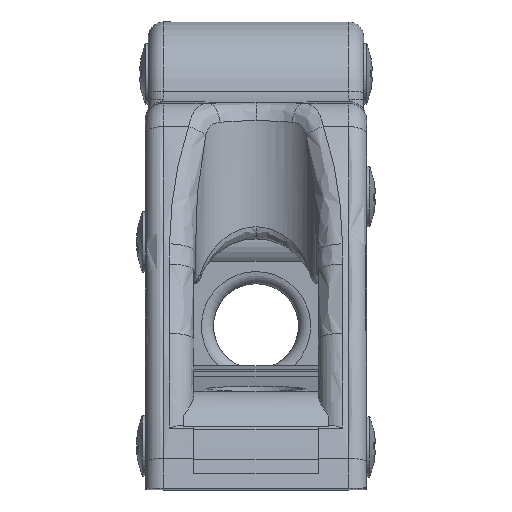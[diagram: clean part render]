
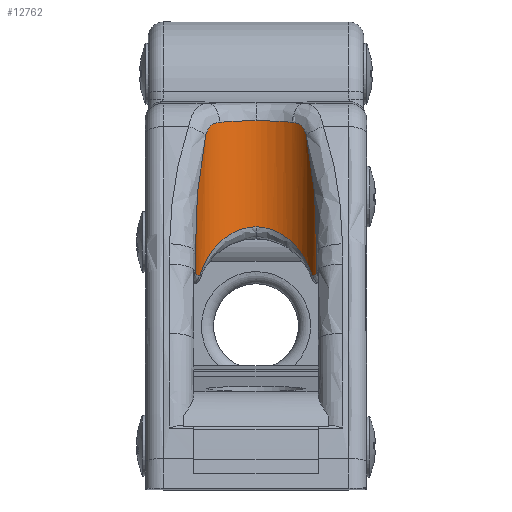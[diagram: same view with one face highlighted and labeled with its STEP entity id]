
A CAD part, top view. The second image highlights one B-rep face of the part: STEP entity #12762.
In plain terms, the highlighted cylindrical face has radius 10 mm (diameter 20 mm), a partial arc.
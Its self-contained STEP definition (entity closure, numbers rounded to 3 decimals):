
#484=CYLINDRICAL_SURFACE('',#14266,10.);
#987=LINE('',#27226,#1653);
#1151=LINE('',#28534,#1817);
#1653=VECTOR('',#17143,10.);
#1817=VECTOR('',#17897,10.);
#2662=FACE_OUTER_BOUND('',#3407,.T.);
#3407=EDGE_LOOP('',(#11807,#11808,#11809,#11810,#11811,#11812,#11813,#11814,
#11815,#11816,#11817,#11818,#11819,#11820));
#4585=B_SPLINE_CURVE_WITH_KNOTS('',3,(#26676,#26677,#26678,#26679),
 .UNSPECIFIED.,.F.,.F.,(4,4),(3.021,3.86),
 .UNSPECIFIED.);
#4602=B_SPLINE_CURVE_WITH_KNOTS('',3,(#26992,#26993,#26994,#26995,#26996,
#26997,#26998),.UNSPECIFIED.,.F.,.F.,(4,1,1,1,4),(0.,
0.232,0.695,1.159,1.622),
 .UNSPECIFIED.);
#4604=B_SPLINE_CURVE_WITH_KNOTS('',3,(#27042,#27043,#27044,#27045,#27046),
 .UNSPECIFIED.,.F.,.F.,(4,1,4),(1.622,1.671,1.719),
 .UNSPECIFIED.);
#4606=B_SPLINE_CURVE_WITH_KNOTS('',3,(#27084,#27085,#27086,#27087,#27088),
 .UNSPECIFIED.,.F.,.F.,(4,1,4),(1.719,2.106,2.115),
 .UNSPECIFIED.);
#4613=B_SPLINE_CURVE_WITH_KNOTS('',3,(#27270,#27271,#27272,#27273,#27274),
 .UNSPECIFIED.,.F.,.F.,(4,1,4),(0.397,1.6,2.502),
 .UNSPECIFIED.);
#4615=B_SPLINE_CURVE_WITH_KNOTS('',3,(#27310,#27311,#27312,#27313,#27314),
 .UNSPECIFIED.,.F.,.F.,(4,1,4),(2.502,2.724,3.021),
 .UNSPECIFIED.);
#4628=B_SPLINE_CURVE_WITH_KNOTS('',3,(#27514,#27515,#27516,#27517),
 .UNSPECIFIED.,.F.,.F.,(4,4),(3.021,3.86),
 .UNSPECIFIED.);
#4642=B_SPLINE_CURVE_WITH_KNOTS('',3,(#28290,#28291,#28292,#28293,#28294,
#28295,#28296),.UNSPECIFIED.,.F.,.F.,(4,1,1,1,4),(0.,
0.232,0.695,1.159,1.622),
 .UNSPECIFIED.);
#4644=B_SPLINE_CURVE_WITH_KNOTS('',3,(#28343,#28344,#28345,#28346,#28347),
 .UNSPECIFIED.,.F.,.F.,(4,1,4),(1.622,1.671,1.719),
 .UNSPECIFIED.);
#4646=B_SPLINE_CURVE_WITH_KNOTS('',3,(#28386,#28387,#28388,#28389,#28390),
 .UNSPECIFIED.,.F.,.F.,(4,1,4),(1.719,2.106,2.115),
 .UNSPECIFIED.);
#4653=B_SPLINE_CURVE_WITH_KNOTS('',3,(#28537,#28538,#28539,#28540,#28541),
 .UNSPECIFIED.,.F.,.F.,(4,1,4),(2.502,2.724,3.021),
 .UNSPECIFIED.);
#4654=B_SPLINE_CURVE_WITH_KNOTS('',3,(#28542,#28543,#28544,#28545,#28546),
 .UNSPECIFIED.,.F.,.F.,(4,1,4),(0.397,1.6,2.502),
 .UNSPECIFIED.);
#5717=VERTEX_POINT('',#26664);
#5718=VERTEX_POINT('',#26675);
#5737=VERTEX_POINT('',#26966);
#5738=VERTEX_POINT('',#26981);
#5739=VERTEX_POINT('',#27034);
#5740=VERTEX_POINT('',#27077);
#5742=VERTEX_POINT('',#27213);
#5743=VERTEX_POINT('',#27262);
#5775=VERTEX_POINT('',#27507);
#5924=VERTEX_POINT('',#28289);
#5925=VERTEX_POINT('',#28342);
#5926=VERTEX_POINT('',#28385);
#5928=VERTEX_POINT('',#28521);
#5929=VERTEX_POINT('',#28536);
#7485=EDGE_CURVE('',#5718,#5717,#4585,.T.);
#7537=EDGE_CURVE('',#5737,#5738,#4602,.T.);
#7539=EDGE_CURVE('',#5738,#5739,#4604,.T.);
#7541=EDGE_CURVE('',#5739,#5740,#4606,.T.);
#7547=EDGE_CURVE('',#5740,#5742,#987,.T.);
#7549=EDGE_CURVE('',#5742,#5743,#4613,.T.);
#7551=EDGE_CURVE('',#5743,#5718,#4615,.T.);
#7596=EDGE_CURVE('',#5775,#5717,#4628,.T.);
#7884=EDGE_CURVE('',#5737,#5924,#4642,.T.);
#7886=EDGE_CURVE('',#5924,#5925,#4644,.T.);
#7888=EDGE_CURVE('',#5925,#5926,#4646,.T.);
#7895=EDGE_CURVE('',#5926,#5928,#1151,.T.);
#7896=EDGE_CURVE('',#5929,#5775,#4653,.T.);
#7897=EDGE_CURVE('',#5928,#5929,#4654,.T.);
#11807=ORIENTED_EDGE('',*,*,#7596,.F.);
#11808=ORIENTED_EDGE('',*,*,#7896,.F.);
#11809=ORIENTED_EDGE('',*,*,#7897,.F.);
#11810=ORIENTED_EDGE('',*,*,#7895,.F.);
#11811=ORIENTED_EDGE('',*,*,#7888,.F.);
#11812=ORIENTED_EDGE('',*,*,#7886,.F.);
#11813=ORIENTED_EDGE('',*,*,#7884,.F.);
#11814=ORIENTED_EDGE('',*,*,#7537,.T.);
#11815=ORIENTED_EDGE('',*,*,#7539,.T.);
#11816=ORIENTED_EDGE('',*,*,#7541,.T.);
#11817=ORIENTED_EDGE('',*,*,#7547,.T.);
#11818=ORIENTED_EDGE('',*,*,#7549,.T.);
#11819=ORIENTED_EDGE('',*,*,#7551,.T.);
#11820=ORIENTED_EDGE('',*,*,#7485,.T.);
#12762=ADVANCED_FACE('',(#2662),#484,.F.);
#14266=AXIS2_PLACEMENT_3D('',#28535,#17898,#17899);
#17143=DIRECTION('',(0.,1.,0.));
#17897=DIRECTION('',(0.,1.,0.));
#17898=DIRECTION('center_axis',(0.,1.,0.));
#17899=DIRECTION('ref_axis',(0.,0.,
-1.));
#26664=CARTESIAN_POINT('',(0.,58.16,53.6));
#26675=CARTESIAN_POINT('',(5.988,57.901,55.591));
#26676=CARTESIAN_POINT('Ctrl Pts',(5.988,57.901,55.591));
#26677=CARTESIAN_POINT('Ctrl Pts',(4.291,58.067,54.322));
#26678=CARTESIAN_POINT('Ctrl Pts',(2.153,58.16,53.6));
#26679=CARTESIAN_POINT('Ctrl Pts',(0.,58.16,
53.6));
#26966=CARTESIAN_POINT('',(0.,40.67,53.6));
#26981=CARTESIAN_POINT('',(9.14,32.889,59.543));
#26992=CARTESIAN_POINT('Ctrl Pts',(0.,40.67,
53.6));
#26993=CARTESIAN_POINT('Ctrl Pts',(0.647,40.67,53.6));
#26994=CARTESIAN_POINT('Ctrl Pts',(2.58,40.391,53.79));
#26995=CARTESIAN_POINT('Ctrl Pts',(5.414,38.9,54.961));
#26996=CARTESIAN_POINT('Ctrl Pts',(7.808,36.203,57.117));
#26997=CARTESIAN_POINT('Ctrl Pts',(8.786,34.047,58.745));
#26998=CARTESIAN_POINT('Ctrl Pts',(9.14,32.889,59.543));
#27034=CARTESIAN_POINT('',(9.422,32.609,60.249));
#27042=CARTESIAN_POINT('Ctrl Pts',(9.14,32.889,59.543));
#27043=CARTESIAN_POINT('Ctrl Pts',(9.177,32.768,59.627));
#27044=CARTESIAN_POINT('Ctrl Pts',(9.274,32.59,59.851));
#27045=CARTESIAN_POINT('Ctrl Pts',(9.376,32.576,60.12));
#27046=CARTESIAN_POINT('Ctrl Pts',(9.422,32.609,60.249));
#27077=CARTESIAN_POINT('',(10.,33.237,63.6));
#27084=CARTESIAN_POINT('Ctrl Pts',(9.422,32.609,60.249));
#27085=CARTESIAN_POINT('Ctrl Pts',(9.786,32.876,61.273));
#27086=CARTESIAN_POINT('Ctrl Pts',(9.995,33.093,62.402));
#27087=CARTESIAN_POINT('Ctrl Pts',(10.,33.234,63.574));
#27088=CARTESIAN_POINT('Ctrl Pts',(10.,33.237,63.6));
#27213=CARTESIAN_POINT('',(10.,36.347,63.6));
#27226=CARTESIAN_POINT('',(10.,0.,63.6));
#27262=CARTESIAN_POINT('',(8.297,55.687,58.019));
#27270=CARTESIAN_POINT('Ctrl Pts',(10.,36.347,63.6));
#27271=CARTESIAN_POINT('Ctrl Pts',(10.,40.127,62.664));
#27272=CARTESIAN_POINT('Ctrl Pts',(9.792,46.721,60.966));
#27273=CARTESIAN_POINT('Ctrl Pts',(8.917,53.071,58.94));
#27274=CARTESIAN_POINT('Ctrl Pts',(8.297,55.687,58.019));
#27310=CARTESIAN_POINT('Ctrl Pts',(8.297,55.687,58.019));
#27311=CARTESIAN_POINT('Ctrl Pts',(8.145,56.333,57.791));
#27312=CARTESIAN_POINT('Ctrl Pts',(7.549,57.51,56.96));
#27313=CARTESIAN_POINT('Ctrl Pts',(6.589,57.842,56.04));
#27314=CARTESIAN_POINT('Ctrl Pts',(5.988,57.901,55.591));
#27507=CARTESIAN_POINT('',(-5.988,57.901,55.591));
#27514=CARTESIAN_POINT('Ctrl Pts',(-5.988,57.901,55.591));
#27515=CARTESIAN_POINT('Ctrl Pts',(-4.291,58.067,54.322));
#27516=CARTESIAN_POINT('Ctrl Pts',(-2.153,58.16,53.6));
#27517=CARTESIAN_POINT('Ctrl Pts',(0.,58.16,
53.6));
#28289=CARTESIAN_POINT('',(-9.14,32.889,59.543));
#28290=CARTESIAN_POINT('Ctrl Pts',(0.,40.67,
53.6));
#28291=CARTESIAN_POINT('Ctrl Pts',(-0.647,40.67,
53.6));
#28292=CARTESIAN_POINT('Ctrl Pts',(-2.58,40.391,53.79));
#28293=CARTESIAN_POINT('Ctrl Pts',(-5.414,38.9,54.961));
#28294=CARTESIAN_POINT('Ctrl Pts',(-7.808,36.203,57.117));
#28295=CARTESIAN_POINT('Ctrl Pts',(-8.786,34.047,58.745));
#28296=CARTESIAN_POINT('Ctrl Pts',(-9.14,32.889,59.543));
#28342=CARTESIAN_POINT('',(-9.422,32.609,60.249));
#28343=CARTESIAN_POINT('Ctrl Pts',(-9.14,32.889,59.543));
#28344=CARTESIAN_POINT('Ctrl Pts',(-9.177,32.768,59.627));
#28345=CARTESIAN_POINT('Ctrl Pts',(-9.274,32.59,59.851));
#28346=CARTESIAN_POINT('Ctrl Pts',(-9.376,32.576,60.12));
#28347=CARTESIAN_POINT('Ctrl Pts',(-9.422,32.609,60.249));
#28385=CARTESIAN_POINT('',(-10.,33.237,63.6));
#28386=CARTESIAN_POINT('Ctrl Pts',(-9.422,32.609,60.249));
#28387=CARTESIAN_POINT('Ctrl Pts',(-9.786,32.876,61.273));
#28388=CARTESIAN_POINT('Ctrl Pts',(-9.995,33.093,62.402));
#28389=CARTESIAN_POINT('Ctrl Pts',(-10.,33.234,63.574));
#28390=CARTESIAN_POINT('Ctrl Pts',(-10.,33.237,63.6));
#28521=CARTESIAN_POINT('',(-10.,36.347,63.6));
#28534=CARTESIAN_POINT('',(-10.,0.,63.6));
#28535=CARTESIAN_POINT('Origin',(0.,0.,
63.6));
#28536=CARTESIAN_POINT('',(-8.297,55.687,58.019));
#28537=CARTESIAN_POINT('Ctrl Pts',(-8.297,55.687,58.019));
#28538=CARTESIAN_POINT('Ctrl Pts',(-8.145,56.333,57.791));
#28539=CARTESIAN_POINT('Ctrl Pts',(-7.549,57.51,56.96));
#28540=CARTESIAN_POINT('Ctrl Pts',(-6.589,57.842,56.04));
#28541=CARTESIAN_POINT('Ctrl Pts',(-5.988,57.901,55.591));
#28542=CARTESIAN_POINT('Ctrl Pts',(-10.,36.347,63.6));
#28543=CARTESIAN_POINT('Ctrl Pts',(-10.,40.127,62.664));
#28544=CARTESIAN_POINT('Ctrl Pts',(-9.792,46.721,60.966));
#28545=CARTESIAN_POINT('Ctrl Pts',(-8.917,53.071,58.94));
#28546=CARTESIAN_POINT('Ctrl Pts',(-8.297,55.687,58.019));
